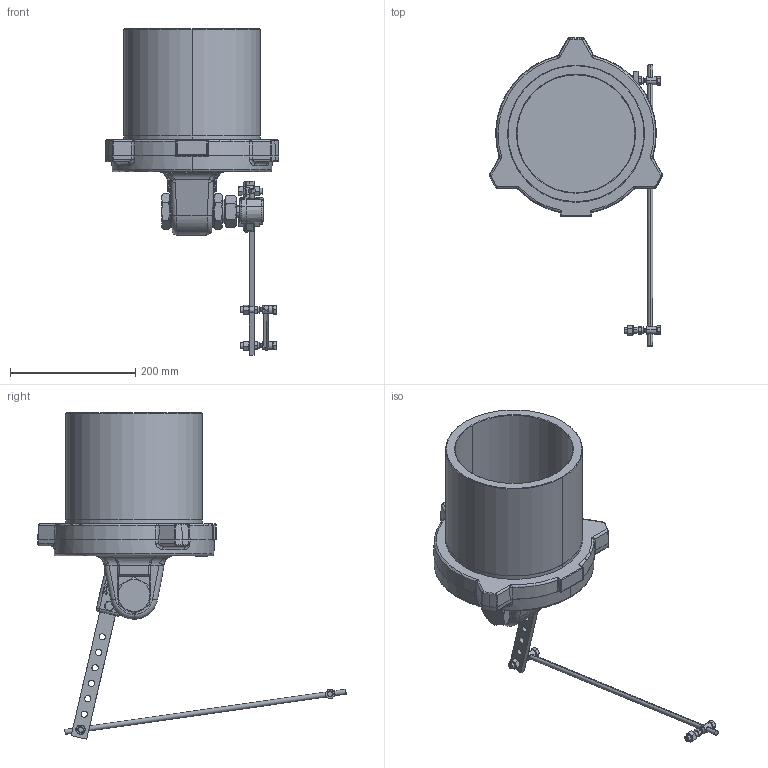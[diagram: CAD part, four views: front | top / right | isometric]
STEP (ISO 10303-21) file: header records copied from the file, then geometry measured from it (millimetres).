
FILE_DESCRIPTION (( 'STEP AP203' ), '1' );
FILE_NAME ('850 HUTA 8 IN LONG (CCT-L8).STEP', '2017-05-11T14:02:56', ( '' ), ( '' ), 'SwSTEP 2.0', 'SolidWorks 2016', '' );
FILE_SCHEMA (( 'CONFIG_CONTROL_DESIGN' ));
Length unit declared in the file: inch
Products named in the file (1): 850 HUTA 8 IN LONG (CCT-L8)
Bounding box: 278.09 x 493.44 x 522.19 mm (x, y, z)
Volume: 4604249.5 mm3; surface area: 474771.1 mm2
Topology: 1 solids, 1 shells, 1432 faces, 3575 edges, 2227 vertices
Faces by surface type: plane 687, bspline 361, cone 191, cylinder 141, torus 42, sphere 10
Entity records: 64010 total; most frequent: CARTESIAN_POINT 33009, ORIENTED_EDGE 7082, DIRECTION 5192, EDGE_CURVE 3541, VERTEX_POINT 2227, VECTOR 1916, LINE 1916, AXIS2_PLACEMENT_3D 1638
